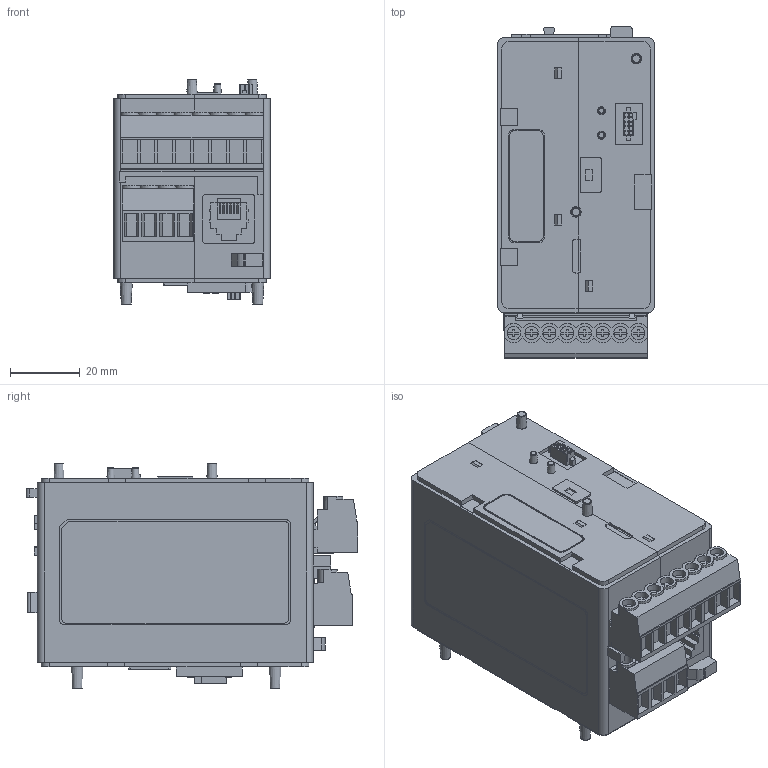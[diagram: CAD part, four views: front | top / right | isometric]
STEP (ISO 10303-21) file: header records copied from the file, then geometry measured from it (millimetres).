
FILE_DESCRIPTION(/* description */ ('STEP AP214'),/* implementation_level */ '2;1');
FILE_NAME(/* name */ '193-EIO-63-24D',/* time_stamp */ '2025-08-30T04:18:26+02:00',/* author */ ('License CC BY-ND 4.0'),/* organization */ ('CADENAS'),/* preprocessor_version */ 'ST-DEVELOPER v19.3',/* originating_system */ 'PARTsolutions',/* authorisation */ ' ');
FILE_SCHEMA (('AUTOMOTIVE_DESIGN {1 0 10303 214 3 1 1}'));
Length unit declared in the file: millimetre
Products named in the file (1): 193-EIO-63-24D
Bounding box: 44.8 x 94.84 x 64.5 mm (x, y, z)
Volume: 197717.8 mm3; surface area: 36987.2 mm2
Topology: 1 solids, 9 shells, 1010 faces, 2673 edges, 1769 vertices
Faces by surface type: plane 835, cylinder 155, cone 10, torus 10
Full cylindrical faces by diameter (mm): 2.79 x1, 3.8 x8, 3.82 x4
Entity records: 30779 total; most frequent: CARTESIAN_POINT 5416, ORIENTED_EDGE 5276, DIRECTION 5031, EDGE_CURVE 2638, LINE 2267, VECTOR 2267, VERTEX_POINT 1767, AXIS2_PLACEMENT_3D 1382
